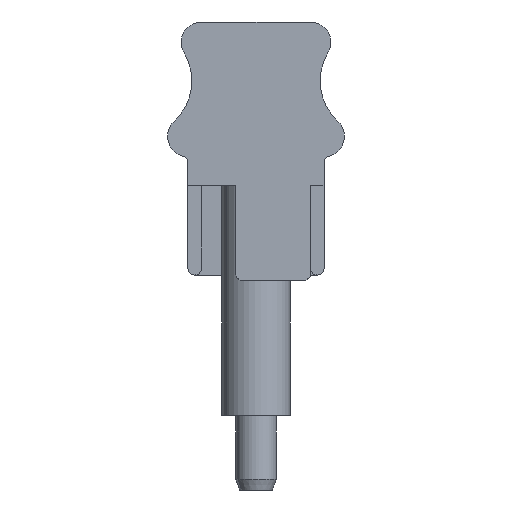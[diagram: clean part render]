
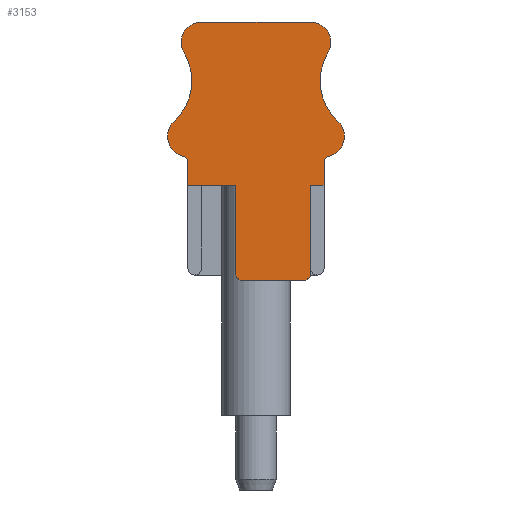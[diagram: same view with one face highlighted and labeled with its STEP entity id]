
A CAD part, left-side view. The second image highlights one B-rep face of the part: STEP entity #3153.
In plain terms, the highlighted planar face has unit normal (-1, 0, 0).
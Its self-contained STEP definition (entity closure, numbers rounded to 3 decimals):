
#2826=AXIS2_PLACEMENT_3D('Circle Axis2P3D',#2824,#2825,$) ;
#2850=AXIS2_PLACEMENT_3D('Circle Axis2P3D',#2848,#2849,$) ;
#2874=AXIS2_PLACEMENT_3D('Circle Axis2P3D',#2872,#2873,$) ;
#2898=AXIS2_PLACEMENT_3D('Circle Axis2P3D',#2896,#2897,$) ;
#2993=AXIS2_PLACEMENT_3D('Circle Axis2P3D',#2991,#2992,$) ;
#3018=AXIS2_PLACEMENT_3D('Circle Axis2P3D',#3016,#3017,$) ;
#3042=AXIS2_PLACEMENT_3D('Circle Axis2P3D',#3040,#3041,$) ;
#3066=AXIS2_PLACEMENT_3D('Circle Axis2P3D',#3064,#3065,$) ;
#3079=AXIS2_PLACEMENT_3D('Plane Axis2P3D',#3076,#3077,#3078) ;
#3102=AXIS2_PLACEMENT_3D('Circle Axis2P3D',#3100,#3101,$) ;
#3116=AXIS2_PLACEMENT_3D('Circle Axis2P3D',#3114,#3115,$) ;
#2748=CARTESIAN_POINT('Vertex',(0.,1.5,24.064)) ;
#2751=CARTESIAN_POINT('Line Origine',(0.,1.5,23.232)) ;
#2755=CARTESIAN_POINT('Vertex',(0.,1.5,22.4)) ;
#2795=CARTESIAN_POINT('Vertex',(0.,11.5,22.4)) ;
#2798=CARTESIAN_POINT('Line Origine',(0.,11.5,23.232)) ;
#2802=CARTESIAN_POINT('Vertex',(0.,11.5,24.064)) ;
#2824=CARTESIAN_POINT('Axis2P3D Location',(0.,12.,24.064)) ;
#2828=CARTESIAN_POINT('Vertex',(0.,11.875,24.548)) ;
#2848=CARTESIAN_POINT('Axis2P3D Location',(0.,11.5,26.)) ;
#2852=CARTESIAN_POINT('Vertex',(0.,12.512,27.107)) ;
#2872=CARTESIAN_POINT('Axis2P3D Location',(0.,15.21,30.06)) ;
#2876=CARTESIAN_POINT('Vertex',(0.,11.785,32.125)) ;
#2896=CARTESIAN_POINT('Axis2P3D Location',(0.,10.5,32.9)) ;
#2900=CARTESIAN_POINT('Vertex',(0.,10.5,34.4)) ;
#2988=CARTESIAN_POINT('Vertex',(0.,2.5,34.4)) ;
#2991=CARTESIAN_POINT('Axis2P3D Location',(0.,2.5,32.9)) ;
#2995=CARTESIAN_POINT('Vertex',(0.,1.215,32.125)) ;
#3016=CARTESIAN_POINT('Axis2P3D Location',(0.,-2.21,30.06)) ;
#3020=CARTESIAN_POINT('Vertex',(0.,0.488,27.107)) ;
#3040=CARTESIAN_POINT('Axis2P3D Location',(0.,1.5,26.)) ;
#3044=CARTESIAN_POINT('Vertex',(0.,1.125,24.548)) ;
#3064=CARTESIAN_POINT('Axis2P3D Location',(0.,1.,24.064)) ;
#3076=CARTESIAN_POINT('Axis2P3D Location',(0.,6.5,20.849)) ;
#3081=CARTESIAN_POINT('Line Origine',(0.,6.5,34.4)) ;
#3086=CARTESIAN_POINT('Line Origine',(0.,9.75,22.4)) ;
#3090=CARTESIAN_POINT('Vertex',(0.,8.,22.4)) ;
#3093=CARTESIAN_POINT('Line Origine',(0.,8.,19.15)) ;
#3097=CARTESIAN_POINT('Vertex',(0.,8.,15.9)) ;
#3100=CARTESIAN_POINT('Axis2P3D Location',(0.,7.5,15.9)) ;
#3104=CARTESIAN_POINT('Vertex',(0.,7.5,15.4)) ;
#3107=CARTESIAN_POINT('Line Origine',(0.,5.25,15.4)) ;
#3111=CARTESIAN_POINT('Vertex',(0.,3.,15.4)) ;
#3114=CARTESIAN_POINT('Axis2P3D Location',(0.,3.,15.9)) ;
#3118=CARTESIAN_POINT('Vertex',(0.,2.5,15.9)) ;
#3121=CARTESIAN_POINT('Line Origine',(0.,2.5,19.15)) ;
#3125=CARTESIAN_POINT('Vertex',(0.,2.5,22.4)) ;
#3128=CARTESIAN_POINT('Line Origine',(0.,2.,22.4)) ;
#2752=DIRECTION('Vector Direction',(0.,0.,-1.)) ;
#2799=DIRECTION('Vector Direction',(0.,0.,-1.)) ;
#2825=DIRECTION('Axis2P3D Direction',(1.,0.,0.)) ;
#2849=DIRECTION('Axis2P3D Direction',(1.,0.,0.)) ;
#2873=DIRECTION('Axis2P3D Direction',(1.,0.,0.)) ;
#2897=DIRECTION('Axis2P3D Direction',(1.,0.,0.)) ;
#2992=DIRECTION('Axis2P3D Direction',(1.,0.,0.)) ;
#3017=DIRECTION('Axis2P3D Direction',(1.,0.,0.)) ;
#3041=DIRECTION('Axis2P3D Direction',(1.,0.,0.)) ;
#3065=DIRECTION('Axis2P3D Direction',(1.,0.,0.)) ;
#3077=DIRECTION('Axis2P3D Direction',(1.,0.,0.)) ;
#3078=DIRECTION('Axis2P3D XDirection',(0.,0.,1.)) ;
#3082=DIRECTION('Vector Direction',(0.,-1.,0.)) ;
#3087=DIRECTION('Vector Direction',(0.,1.,0.)) ;
#3094=DIRECTION('Vector Direction',(0.,0.,1.)) ;
#3101=DIRECTION('Axis2P3D Direction',(1.,0.,0.)) ;
#3108=DIRECTION('Vector Direction',(0.,-1.,0.)) ;
#3115=DIRECTION('Axis2P3D Direction',(1.,0.,0.)) ;
#3122=DIRECTION('Vector Direction',(0.,0.,1.)) ;
#3129=DIRECTION('Vector Direction',(0.,-1.,0.)) ;
#2753=VECTOR('Line Direction',#2752,1.) ;
#2800=VECTOR('Line Direction',#2799,1.) ;
#3083=VECTOR('Line Direction',#3082,1.) ;
#3088=VECTOR('Line Direction',#3087,1.) ;
#3095=VECTOR('Line Direction',#3094,1.) ;
#3109=VECTOR('Line Direction',#3108,1.) ;
#3123=VECTOR('Line Direction',#3122,1.) ;
#3130=VECTOR('Line Direction',#3129,1.) ;
#3134=ORIENTED_EDGE('',*,*,#3068,.F.) ;
#3135=ORIENTED_EDGE('',*,*,#3046,.F.) ;
#3136=ORIENTED_EDGE('',*,*,#3022,.F.) ;
#3137=ORIENTED_EDGE('',*,*,#2997,.F.) ;
#3138=ORIENTED_EDGE('',*,*,#3085,.F.) ;
#3139=ORIENTED_EDGE('',*,*,#2902,.F.) ;
#3140=ORIENTED_EDGE('',*,*,#2878,.F.) ;
#3141=ORIENTED_EDGE('',*,*,#2854,.F.) ;
#3142=ORIENTED_EDGE('',*,*,#2830,.F.) ;
#3143=ORIENTED_EDGE('',*,*,#2804,.F.) ;
#3144=ORIENTED_EDGE('',*,*,#3092,.F.) ;
#3145=ORIENTED_EDGE('',*,*,#3099,.F.) ;
#3146=ORIENTED_EDGE('',*,*,#3106,.F.) ;
#3147=ORIENTED_EDGE('',*,*,#3113,.F.) ;
#3148=ORIENTED_EDGE('',*,*,#3120,.F.) ;
#3149=ORIENTED_EDGE('',*,*,#3127,.F.) ;
#3150=ORIENTED_EDGE('',*,*,#3132,.F.) ;
#3151=ORIENTED_EDGE('',*,*,#2757,.F.) ;
#3153=ADVANCED_FACE('Part2.1\\PartBody',(#3152),#3080,.F.) ;
#2827=CIRCLE('generated circle',#2826,0.5) ;
#2851=CIRCLE('generated circle',#2850,1.5) ;
#2875=CIRCLE('generated circle',#2874,4.) ;
#2899=CIRCLE('generated circle',#2898,1.5) ;
#2994=CIRCLE('generated circle',#2993,1.5) ;
#3019=CIRCLE('generated circle',#3018,4.) ;
#3043=CIRCLE('generated circle',#3042,1.5) ;
#3067=CIRCLE('generated circle',#3066,0.5) ;
#3103=CIRCLE('generated circle',#3102,0.5) ;
#3117=CIRCLE('generated circle',#3116,0.5) ;
#2757=EDGE_CURVE('',#2749,#2756,#2754,.T.) ;
#2804=EDGE_CURVE('',#2796,#2803,#2801,.F.) ;
#2830=EDGE_CURVE('',#2803,#2829,#2827,.F.) ;
#2854=EDGE_CURVE('',#2829,#2853,#2851,.T.) ;
#2878=EDGE_CURVE('',#2853,#2877,#2875,.F.) ;
#2902=EDGE_CURVE('',#2877,#2901,#2899,.T.) ;
#2997=EDGE_CURVE('',#2989,#2996,#2994,.T.) ;
#3022=EDGE_CURVE('',#2996,#3021,#3019,.F.) ;
#3046=EDGE_CURVE('',#3021,#3045,#3043,.T.) ;
#3068=EDGE_CURVE('',#3045,#2749,#3067,.F.) ;
#3085=EDGE_CURVE('',#2901,#2989,#3084,.T.) ;
#3092=EDGE_CURVE('',#3091,#2796,#3089,.T.) ;
#3099=EDGE_CURVE('',#3098,#3091,#3096,.T.) ;
#3106=EDGE_CURVE('',#3105,#3098,#3103,.T.) ;
#3113=EDGE_CURVE('',#3112,#3105,#3110,.F.) ;
#3120=EDGE_CURVE('',#3119,#3112,#3117,.T.) ;
#3127=EDGE_CURVE('',#3126,#3119,#3124,.F.) ;
#3132=EDGE_CURVE('',#2756,#3126,#3131,.F.) ;
#3133=EDGE_LOOP('',(#3134,#3135,#3136,#3137,#3138,#3139,#3140,#3141,#3142,#3143,#3144,#3145,#3146,#3147,#3148,#3149,#3150,#3151)) ;
#3152=FACE_OUTER_BOUND('',#3133,.T.) ;
#2754=LINE('Line',#2751,#2753) ;
#2801=LINE('Line',#2798,#2800) ;
#3084=LINE('Line',#3081,#3083) ;
#3089=LINE('Line',#3086,#3088) ;
#3096=LINE('Line',#3093,#3095) ;
#3110=LINE('Line',#3107,#3109) ;
#3124=LINE('Line',#3121,#3123) ;
#3131=LINE('Line',#3128,#3130) ;
#3080=PLANE('',#3079) ;
#2749=VERTEX_POINT('',#2748) ;
#2756=VERTEX_POINT('',#2755) ;
#2796=VERTEX_POINT('',#2795) ;
#2803=VERTEX_POINT('',#2802) ;
#2829=VERTEX_POINT('',#2828) ;
#2853=VERTEX_POINT('',#2852) ;
#2877=VERTEX_POINT('',#2876) ;
#2901=VERTEX_POINT('',#2900) ;
#2989=VERTEX_POINT('',#2988) ;
#2996=VERTEX_POINT('',#2995) ;
#3021=VERTEX_POINT('',#3020) ;
#3045=VERTEX_POINT('',#3044) ;
#3091=VERTEX_POINT('',#3090) ;
#3098=VERTEX_POINT('',#3097) ;
#3105=VERTEX_POINT('',#3104) ;
#3112=VERTEX_POINT('',#3111) ;
#3119=VERTEX_POINT('',#3118) ;
#3126=VERTEX_POINT('',#3125) ;
